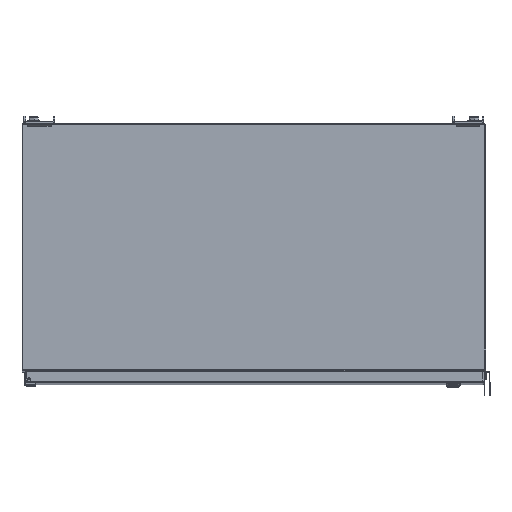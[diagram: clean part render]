
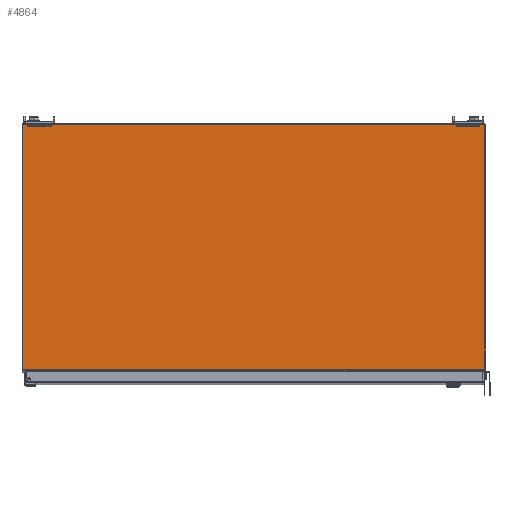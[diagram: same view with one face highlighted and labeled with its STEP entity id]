
A CAD part, top view. The second image highlights one B-rep face of the part: STEP entity #4864.
In plain terms, the highlighted planar face has unit normal (0, 0, 1).
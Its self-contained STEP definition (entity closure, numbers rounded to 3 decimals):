
#4864 = ADVANCED_FACE( '', ( #11421 ), #11422, .T. );
#11421 = FACE_OUTER_BOUND( '', #24403, .T. );
#11422 = PLANE( '', #24404 );
#24403 = EDGE_LOOP( '', ( #64373, #64374, #64375, #64376 ) );
#24404 = AXIS2_PLACEMENT_3D( '', #64377, #64378, #64379 );
#64373 = ORIENTED_EDGE( '', *, *, #92159, .T. );
#64374 = ORIENTED_EDGE( '', *, *, #92160, .T. );
#64375 = ORIENTED_EDGE( '', *, *, #92161, .T. );
#64376 = ORIENTED_EDGE( '', *, *, #92162, .T. );
#64377 = CARTESIAN_POINT( '', ( 0., 0., 0. ) );
#64378 = DIRECTION( '', ( 0., 0., 1. ) );
#64379 = DIRECTION( '', ( 1., 0., 0. ) );
#92159 = EDGE_CURVE( '', #102846, #102847, #102848, .T. );
#92160 = EDGE_CURVE( '', #102847, #102849, #102850, .T. );
#92161 = EDGE_CURVE( '', #102849, #102851, #102852, .T. );
#92162 = EDGE_CURVE( '', #102851, #102846, #102853, .T. );
#102846 = VERTEX_POINT( '', #120914 );
#102847 = VERTEX_POINT( '', #120915 );
#102848 = LINE( '', #120916, #120917 );
#102849 = VERTEX_POINT( '', #120918 );
#102850 = LINE( '', #120919, #120920 );
#102851 = VERTEX_POINT( '', #120921 );
#102852 = LINE( '', #120922, #120923 );
#102853 = LINE( '', #120924, #120925 );
#120914 = CARTESIAN_POINT( '', ( -379.476, 202.438, 0. ) );
#120915 = CARTESIAN_POINT( '', ( -379.476, -200.101, 0. ) );
#120916 = CARTESIAN_POINT( '', ( -379.476, 202.438, 0. ) );
#120917 = VECTOR( '', #150397, 1000. );
#120918 = CARTESIAN_POINT( '', ( 379.476, -200.101, 0. ) );
#120919 = CARTESIAN_POINT( '', ( -379.476, -200.101, 0. ) );
#120920 = VECTOR( '', #150398, 1000. );
#120921 = CARTESIAN_POINT( '', ( 379.476, 202.438, 0. ) );
#120922 = CARTESIAN_POINT( '', ( 379.476, -202.438, 0. ) );
#120923 = VECTOR( '', #150399, 1000. );
#120924 = CARTESIAN_POINT( '', ( 379.476, 202.438, 0. ) );
#120925 = VECTOR( '', #150400, 1000. );
#150397 = DIRECTION( '', ( 0., -1., 0. ) );
#150398 = DIRECTION( '', ( 1., 0., 0. ) );
#150399 = DIRECTION( '', ( 0., 1., 0. ) );
#150400 = DIRECTION( '', ( -1., 0., 0. ) );
